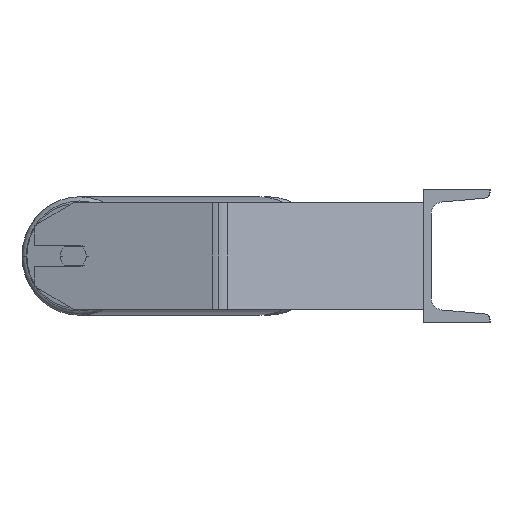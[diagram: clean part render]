
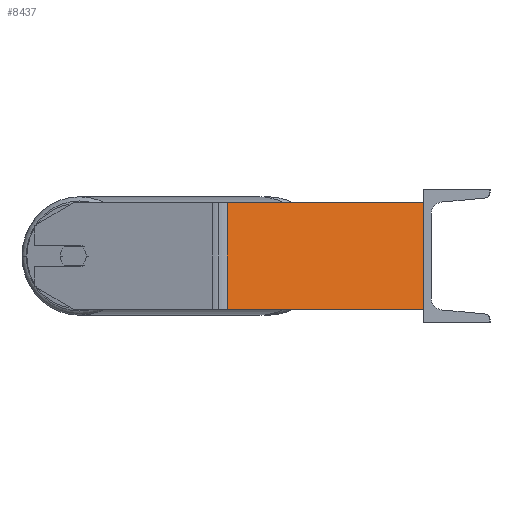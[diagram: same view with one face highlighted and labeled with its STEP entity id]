
A CAD part, left-side view. The second image highlights one B-rep face of the part: STEP entity #8437.
In plain terms, the highlighted planar face has unit normal (-0.906, -0.423, 0).
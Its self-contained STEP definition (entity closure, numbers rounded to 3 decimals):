
#747 = EDGE_CURVE ( 'NONE', #6467, #7911, #7153, .T. ) ;
#762 = VECTOR ( 'NONE', #7970, 1000. ) ;
#1103 = ORIENTED_EDGE ( 'NONE', *, *, #2648, .F. ) ;
#1501 = CARTESIAN_POINT ( 'NONE',  ( -856.037, 152.339, 40. ) ) ;
#1916 = CARTESIAN_POINT ( 'NONE',  ( -856.037, 152.339, 40. ) ) ;
#1921 = CARTESIAN_POINT ( 'NONE',  ( -856.037, 152.339, -40. ) ) ;
#2385 = CARTESIAN_POINT ( 'NONE',  ( -785., 0., 40. ) ) ;
#2648 = EDGE_CURVE ( 'NONE', #7911, #8455, #8440, .T. ) ;
#2738 = VECTOR ( 'NONE', #8985, 1000. ) ;
#2754 = AXIS2_PLACEMENT_3D ( 'NONE', #1916, #8315, #4757 ) ;
#3387 = LINE ( 'NONE', #8212, #2738 ) ;
#3722 = CARTESIAN_POINT ( 'NONE',  ( -785., 0., 40. ) ) ;
#4133 = VERTEX_POINT ( 'NONE', #4360 ) ;
#4360 = CARTESIAN_POINT ( 'NONE',  ( -853.576, 147.061, -40. ) ) ;
#4712 = EDGE_LOOP ( 'NONE', ( #6850, #1103, #8705, #6190 ) ) ;
#4757 = DIRECTION ( 'NONE',  ( -0.423, 0.906, 0. ) ) ;
#5422 = LINE ( 'NONE', #1921, #5966 ) ;
#5582 = FACE_OUTER_BOUND ( 'NONE', #4712, .T. ) ;
#5966 = VECTOR ( 'NONE', #8234, 1000. ) ;
#6077 = EDGE_CURVE ( 'NONE', #4133, #8455, #5422, .T. ) ;
#6190 = ORIENTED_EDGE ( 'NONE', *, *, #7860, .T. ) ;
#6467 = VERTEX_POINT ( 'NONE', #6922 ) ;
#6850 = ORIENTED_EDGE ( 'NONE', *, *, #6077, .T. ) ;
#6922 = CARTESIAN_POINT ( 'NONE',  ( -853.576, 147.061, 40. ) ) ;
#7153 = LINE ( 'NONE', #1501, #8753 ) ;
#7860 = EDGE_CURVE ( 'NONE', #6467, #4133, #3387, .T. ) ;
#7911 = VERTEX_POINT ( 'NONE', #2385 ) ;
#7970 = DIRECTION ( 'NONE',  ( 0., 0., -1. ) ) ;
#8212 = CARTESIAN_POINT ( 'NONE',  ( -853.576, 147.061, 40. ) ) ;
#8234 = DIRECTION ( 'NONE',  ( 0.423, -0.906, 0. ) ) ;
#8268 = PLANE ( 'NONE',  #2754 ) ;
#8315 = DIRECTION ( 'NONE',  ( 0.906, 0.423, 0. ) ) ;
#8437 = ADVANCED_FACE ( 'NONE', ( #5582 ), #8268, .F. ) ;
#8440 = LINE ( 'NONE', #3722, #762 ) ;
#8455 = VERTEX_POINT ( 'NONE', #9089 ) ;
#8705 = ORIENTED_EDGE ( 'NONE', *, *, #747, .F. ) ;
#8753 = VECTOR ( 'NONE', #8837, 1000. ) ;
#8837 = DIRECTION ( 'NONE',  ( 0.423, -0.906, 0. ) ) ;
#8985 = DIRECTION ( 'NONE',  ( 0., 0., -1. ) ) ;
#9089 = CARTESIAN_POINT ( 'NONE',  ( -785., 0., -40. ) ) ;
